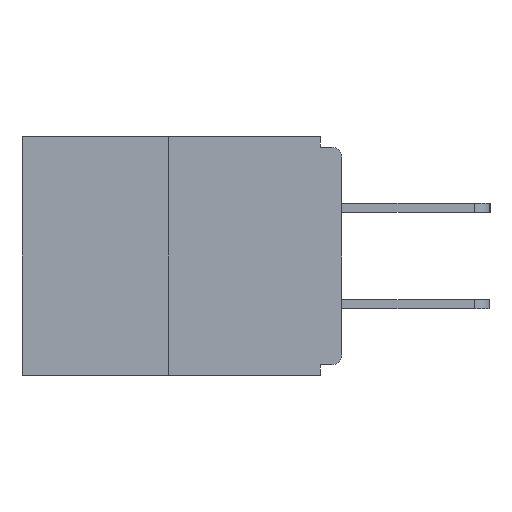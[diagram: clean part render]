
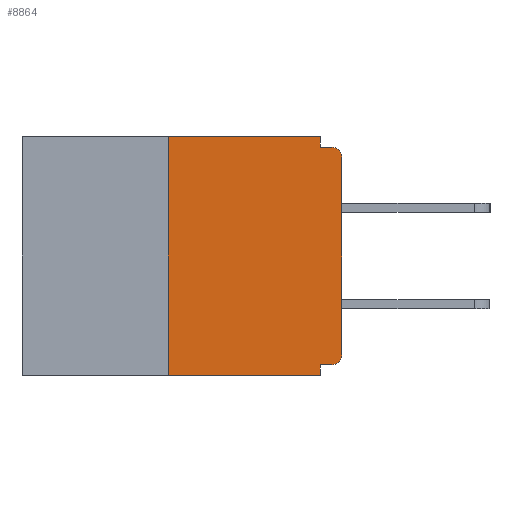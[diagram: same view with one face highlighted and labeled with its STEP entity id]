
A CAD part, left-side view. The second image highlights one B-rep face of the part: STEP entity #8864.
In plain terms, the highlighted planar face has unit normal (-1, 0, 0).
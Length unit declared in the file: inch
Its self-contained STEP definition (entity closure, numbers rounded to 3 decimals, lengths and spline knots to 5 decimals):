
#177 = CARTESIAN_POINT ( 'NONE',  ( 0., 0.031, -0.343 ) ) ;
#1035 = CIRCLE ( 'NONE', #15529, 0.015 ) ;
#1237 = EDGE_CURVE ( 'NONE', #19867, #22608, #9076, .T. ) ;
#1549 = ORIENTED_EDGE ( 'NONE', *, *, #7771, .F. ) ;
#1559 = DIRECTION ( 'NONE',  ( 1., 0., 0. ) ) ;
#2725 = ORIENTED_EDGE ( 'NONE', *, *, #8430, .F. ) ;
#2737 = DIRECTION ( 'NONE',  ( 0., 1., 0. ) ) ;
#2872 = CARTESIAN_POINT ( 'NONE',  ( 0., 0.015, -0.03 ) ) ;
#2880 = ORIENTED_EDGE ( 'NONE', *, *, #10150, .T. ) ;
#3219 = LINE ( 'NONE', #24734, #19281 ) ;
#3277 = VERTEX_POINT ( 'NONE', #25393 ) ;
#3505 = FACE_OUTER_BOUND ( 'NONE', #7800, .T. ) ;
#3950 = VERTEX_POINT ( 'NONE', #21309 ) ;
#4285 = DIRECTION ( 'NONE',  ( 0., -1., 0. ) ) ;
#4581 = VECTOR ( 'NONE', #4285, 39.37008 ) ;
#5078 = CARTESIAN_POINT ( 'NONE',  ( 0., 0.25, -0.343 ) ) ;
#5232 = CARTESIAN_POINT ( 'NONE',  ( 0., 0.25, 0. ) ) ;
#5846 = LINE ( 'NONE', #23598, #10136 ) ;
#6096 = CARTESIAN_POINT ( 'NONE',  ( 0., 0.031, -0.343 ) ) ;
#6255 = VERTEX_POINT ( 'NONE', #5078 ) ;
#6270 = EDGE_CURVE ( 'NONE', #14833, #3950, #1035, .T. ) ;
#6345 = CARTESIAN_POINT ( 'NONE',  ( 0., 0.015, -0.313 ) ) ;
#6383 = DIRECTION ( 'NONE',  ( 0., 0., -1. ) ) ;
#6649 = CARTESIAN_POINT ( 'NONE',  ( 0., 0., -0.328 ) ) ;
#6867 = ORIENTED_EDGE ( 'NONE', *, *, #23826, .T. ) ;
#6976 = DIRECTION ( 'NONE',  ( 0., 0., 1. ) ) ;
#7101 = CARTESIAN_POINT ( 'NONE',  ( 0., 0., -0.313 ) ) ;
#7245 = EDGE_CURVE ( 'NONE', #3277, #18707, #10266, .T. ) ;
#7421 = CIRCLE ( 'NONE', #19826, 0.015 ) ;
#7652 = ORIENTED_EDGE ( 'NONE', *, *, #11413, .F. ) ;
#7664 = CARTESIAN_POINT ( 'NONE',  ( 0., 0.25, 0. ) ) ;
#7771 = EDGE_CURVE ( 'NONE', #18707, #19889, #22049, .T. ) ;
#7800 = EDGE_LOOP ( 'NONE', ( #12006, #24234, #2880, #1549, #19038, #6867, #16861, #22984, #2725, #7652 ) ) ;
#8026 = DIRECTION ( 'NONE',  ( 0., 0., -1. ) ) ;
#8430 = EDGE_CURVE ( 'NONE', #15830, #3950, #20098, .T. ) ;
#8549 = DIRECTION ( 'NONE',  ( -1., 0., 0. ) ) ;
#8864 = ADVANCED_FACE ( 'NONE', ( #3505 ), #11408, .F. ) ;
#9076 = LINE ( 'NONE', #17372, #9189 ) ;
#9189 = VECTOR ( 'NONE', #11013, 39.37008 ) ;
#9722 = DIRECTION ( 'NONE',  ( 0., 0., -1. ) ) ;
#10136 = VECTOR ( 'NONE', #25161, 39.37008 ) ;
#10150 = EDGE_CURVE ( 'NONE', #6255, #19889, #5846, .T. ) ;
#10266 = LINE ( 'NONE', #6649, #10321 ) ;
#10321 = VECTOR ( 'NONE', #2737, 39.37008 ) ;
#10484 = CARTESIAN_POINT ( 'NONE',  ( 0., 0.031, 0. ) ) ;
#11013 = DIRECTION ( 'NONE',  ( 0., -1., 0. ) ) ;
#11408 = PLANE ( 'NONE',  #23241 ) ;
#11413 = EDGE_CURVE ( 'NONE', #22608, #15830, #24669, .T. ) ;
#11800 = EDGE_CURVE ( 'NONE', #17586, #14833, #3219, .T. ) ;
#12006 = ORIENTED_EDGE ( 'NONE', *, *, #1237, .F. ) ;
#12347 = CARTESIAN_POINT ( 'NONE',  ( 0., 0.031, 0. ) ) ;
#13465 = VECTOR ( 'NONE', #6383, 39.37008 ) ;
#14258 = EDGE_CURVE ( 'NONE', #6255, #19867, #17161, .T. ) ;
#14393 = VECTOR ( 'NONE', #22612, 39.37008 ) ;
#14833 = VERTEX_POINT ( 'NONE', #21358 ) ;
#15529 = AXIS2_PLACEMENT_3D ( 'NONE', #2872, #16614, #24779 ) ;
#15830 = VERTEX_POINT ( 'NONE', #18249 ) ;
#16614 = DIRECTION ( 'NONE',  ( -1., 0., 0. ) ) ;
#16861 = ORIENTED_EDGE ( 'NONE', *, *, #11800, .T. ) ;
#17161 = LINE ( 'NONE', #5232, #14393 ) ;
#17372 = CARTESIAN_POINT ( 'NONE',  ( 0., 0.46, 0. ) ) ;
#17586 = VERTEX_POINT ( 'NONE', #7101 ) ;
#17823 = VECTOR ( 'NONE', #8026, 39.37008 ) ;
#18249 = CARTESIAN_POINT ( 'NONE',  ( 0., 0.031, -0.015 ) ) ;
#18284 = CARTESIAN_POINT ( 'NONE',  ( 0., 0., -0.015 ) ) ;
#18707 = VERTEX_POINT ( 'NONE', #20363 ) ;
#19038 = ORIENTED_EDGE ( 'NONE', *, *, #7245, .F. ) ;
#19281 = VECTOR ( 'NONE', #6976, 39.37008 ) ;
#19333 = CARTESIAN_POINT ( 'NONE',  ( 0., 0.46, 0. ) ) ;
#19826 = AXIS2_PLACEMENT_3D ( 'NONE', #6345, #8549, #22434 ) ;
#19867 = VERTEX_POINT ( 'NONE', #7664 ) ;
#19889 = VERTEX_POINT ( 'NONE', #177 ) ;
#20098 = LINE ( 'NONE', #18284, #4581 ) ;
#20363 = CARTESIAN_POINT ( 'NONE',  ( 0., 0.031, -0.328 ) ) ;
#21309 = CARTESIAN_POINT ( 'NONE',  ( 0., 0.015, -0.015 ) ) ;
#21358 = CARTESIAN_POINT ( 'NONE',  ( 0., 0., -0.03 ) ) ;
#22049 = LINE ( 'NONE', #6096, #17823 ) ;
#22434 = DIRECTION ( 'NONE',  ( 0., 0., -1. ) ) ;
#22608 = VERTEX_POINT ( 'NONE', #10484 ) ;
#22612 = DIRECTION ( 'NONE',  ( 0., 0., 1. ) ) ;
#22984 = ORIENTED_EDGE ( 'NONE', *, *, #6270, .T. ) ;
#23241 = AXIS2_PLACEMENT_3D ( 'NONE', #19333, #1559, #9722 ) ;
#23598 = CARTESIAN_POINT ( 'NONE',  ( 0., 0.46, -0.343 ) ) ;
#23826 = EDGE_CURVE ( 'NONE', #3277, #17586, #7421, .T. ) ;
#24234 = ORIENTED_EDGE ( 'NONE', *, *, #14258, .F. ) ;
#24669 = LINE ( 'NONE', #12347, #13465 ) ;
#24734 = CARTESIAN_POINT ( 'NONE',  ( 0., 0., 0. ) ) ;
#24779 = DIRECTION ( 'NONE',  ( 0., 0., -1. ) ) ;
#25161 = DIRECTION ( 'NONE',  ( 0., -1., 0. ) ) ;
#25393 = CARTESIAN_POINT ( 'NONE',  ( 0., 0.015, -0.328 ) ) ;
